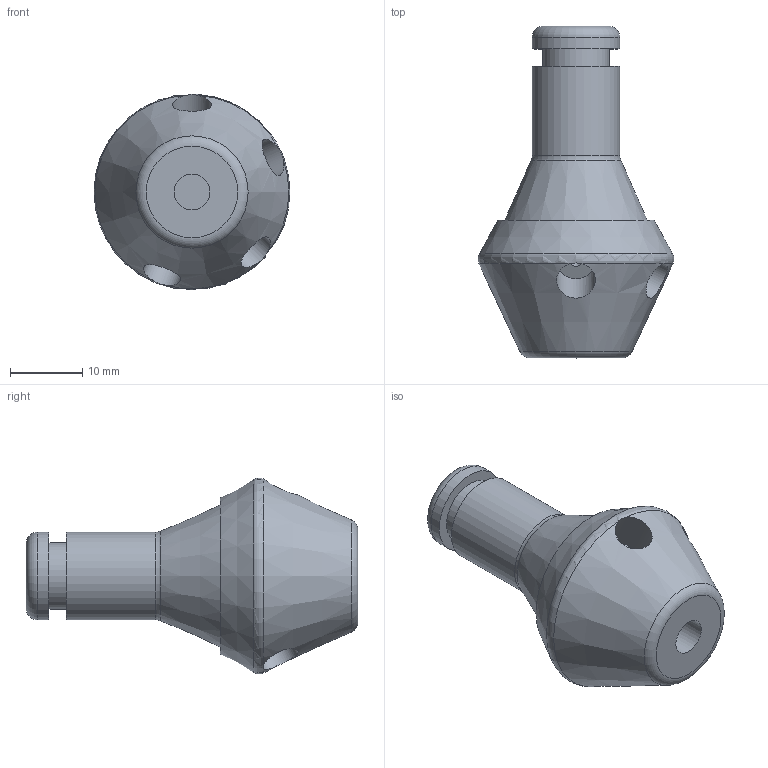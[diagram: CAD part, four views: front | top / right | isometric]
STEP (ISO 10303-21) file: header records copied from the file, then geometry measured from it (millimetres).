
FILE_DESCRIPTION(/* description */ (''),/* implementation_level */ '2;1');
FILE_NAME(/* name */ 'piston for xray - revision 2.stp',/* time_stamp */ '2023-12-20T12:56:22-05:00',/* author */ ('pab2'),/* organization */ (''),/* preprocessor_version */ 'ST-DEVELOPER v18',/* originating_system */ 'Autodesk Inventor 2020',/* authorisation */ '');
FILE_SCHEMA (('AUTOMOTIVE_DESIGN { 1 0 10303 214 3 1 1 }'));
Length unit declared in the file: inch
Products named in the file (1): piston badflowchannel-1-16in-thread - xray - 65flowchan
Bounding box: 27.11 x 45.95 x 27.11 mm (x, y, z)
Volume: 10393.1 mm3; surface area: 3797 mm2
Topology: 1 solids, 1 shells, 36 faces, 136 edges, 108 vertices
Faces by surface type: cylinder 16, plane 12, torus 4, cone 4
Full cylindrical faces by diameter (mm): 1.587 x5, 4.978 x1, 5.359 x4, 9.246 x1, 12.141 x2
Entity records: 1772 total; most frequent: CARTESIAN_POINT 508, DIRECTION 273, ORIENTED_EDGE 250, AXIS2_PLACEMENT_3D 128, EDGE_CURVE 125, VERTEX_POINT 92, CIRCLE 64, EDGE_LOOP 45
